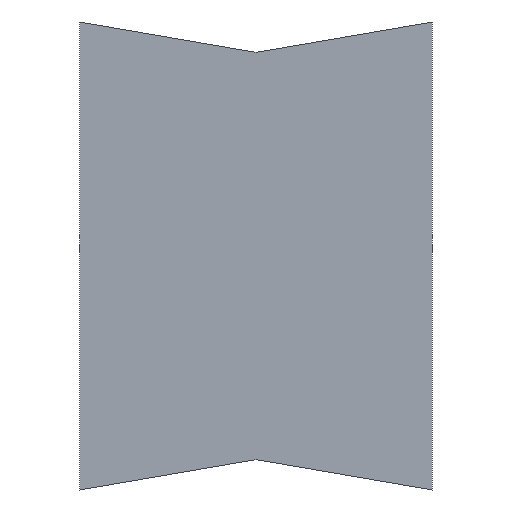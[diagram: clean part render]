
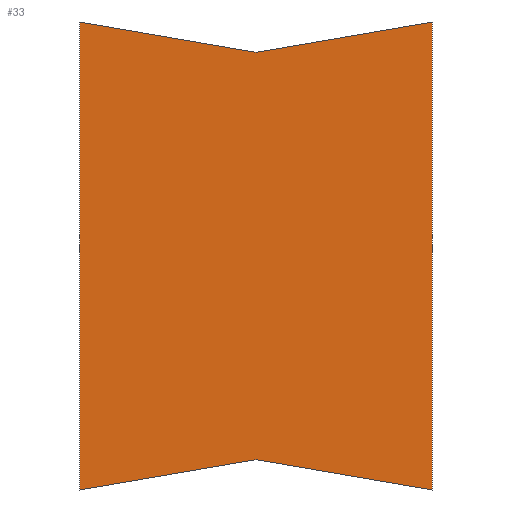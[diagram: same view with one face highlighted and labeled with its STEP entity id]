
A CAD part, left-side view. The second image highlights one B-rep face of the part: STEP entity #33.
In plain terms, the highlighted planar face has unit normal (-1, 0, 0).
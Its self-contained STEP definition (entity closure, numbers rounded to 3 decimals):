
#33=ADVANCED_FACE('',(#67),#68,.F.);
#67=FACE_OUTER_BOUND('',#99,.T.);
#68=PLANE('',#100);
#99=EDGE_LOOP('',(#125,#126,#127,#128,#129,#130));
#100=AXIS2_PLACEMENT_3D('',#131,#132,#133);
#125=ORIENTED_EDGE('',*,*,#194,.F.);
#126=ORIENTED_EDGE('',*,*,#195,.F.);
#127=ORIENTED_EDGE('',*,*,#196,.F.);
#128=ORIENTED_EDGE('',*,*,#197,.F.);
#129=ORIENTED_EDGE('',*,*,#198,.F.);
#130=ORIENTED_EDGE('',*,*,#199,.F.);
#131=CARTESIAN_POINT('',(0.0,0.0,0.0));
#132=DIRECTION('',(1.0,0.0,0.0));
#133=DIRECTION('',(0.0,1.0,-0.0));
#194=EDGE_CURVE('',#221,#222,#223,.T.);
#195=EDGE_CURVE('',#224,#221,#225,.T.);
#196=EDGE_CURVE('',#226,#224,#227,.T.);
#197=EDGE_CURVE('',#228,#226,#229,.T.);
#198=EDGE_CURVE('',#230,#228,#231,.T.);
#199=EDGE_CURVE('',#222,#230,#232,.T.);
#221=VERTEX_POINT('',#260);
#222=VERTEX_POINT('',#261);
#223=LINE('',#262,#263);
#224=VERTEX_POINT('',#264);
#225=LINE('',#265,#266);
#226=VERTEX_POINT('',#267);
#227=LINE('',#268,#269);
#228=VERTEX_POINT('',#270);
#229=LINE('',#271,#272);
#230=VERTEX_POINT('',#273);
#231=LINE('',#274,#275);
#232=LINE('',#276,#277);
#260=CARTESIAN_POINT('',(0.,-6.75,8.95));
#261=CARTESIAN_POINT('',(0.,-6.75,-8.95));
#262=CARTESIAN_POINT('',(0.,-6.75,8.95));
#263=VECTOR('',#316,17.9);
#264=CARTESIAN_POINT('',(0.0,0.0,7.79));
#265=CARTESIAN_POINT('',(0.0,0.0,7.79));
#266=VECTOR('',#317,6.849);
#267=CARTESIAN_POINT('',(0.,6.75,8.95));
#268=CARTESIAN_POINT('',(0.,6.75,8.95));
#269=VECTOR('',#318,6.849);
#270=CARTESIAN_POINT('',(0.,6.75,-8.95));
#271=CARTESIAN_POINT('',(0.,6.75,-8.95));
#272=VECTOR('',#319,17.9);
#273=CARTESIAN_POINT('',(0.0,0.0,-7.79));
#274=CARTESIAN_POINT('',(0.0,0.0,-7.79));
#275=VECTOR('',#320,6.849);
#276=CARTESIAN_POINT('',(0.,-6.75,-8.95));
#277=VECTOR('',#321,6.849);
#316=DIRECTION('',(0.0,0.0,-1.0));
#317=DIRECTION('',(0.,-0.986,0.169));
#318=DIRECTION('',(0.,-0.986,-0.169));
#319=DIRECTION('',(0.0,0.0,1.0));
#320=DIRECTION('',(0.,0.986,-0.169));
#321=DIRECTION('',(0.,0.986,0.169));
